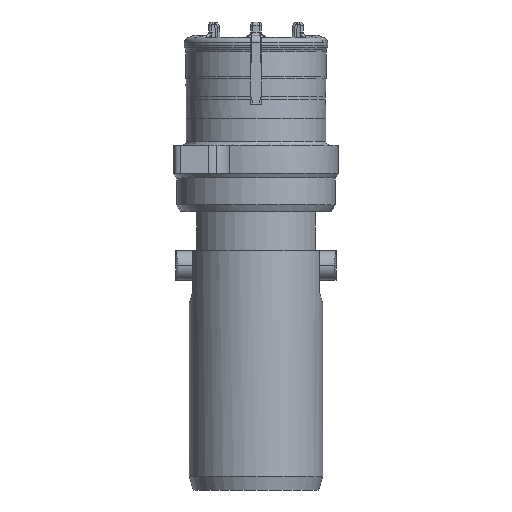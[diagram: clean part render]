
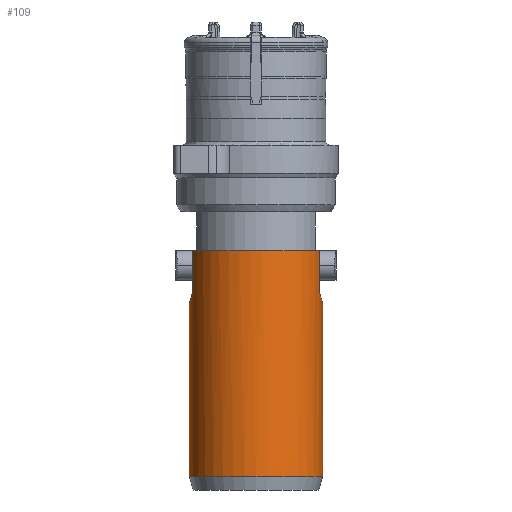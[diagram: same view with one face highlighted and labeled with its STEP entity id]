
A CAD part, front view. The second image highlights one B-rep face of the part: STEP entity #109.
In plain terms, the highlighted cylindrical face has radius 4.95 mm (diameter 9.9 mm), a partial arc.
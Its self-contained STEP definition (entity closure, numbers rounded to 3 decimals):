
#34=AXIS2_PLACEMENT_3D('Cylinder Axis2P3D',#31,#32,#33) ;
#65=AXIS2_PLACEMENT_3D('Circle Axis2P3D',#63,#64,$) ;
#96=AXIS2_PLACEMENT_3D('Circle Axis2P3D',#94,#95,$) ;
#31=CARTESIAN_POINT('Axis2P3D Location',(6.1,6.1,20.5)) ;
#36=CARTESIAN_POINT('Line Origine',(11.05,6.1,20.5)) ;
#40=CARTESIAN_POINT('Vertex',(11.05,6.1,1.)) ;
#42=CARTESIAN_POINT('Vertex',(11.05,6.1,13.95)) ;
#46=CARTESIAN_POINT('Control Point',(10.8,4.547,14.741)) ;
#47=CARTESIAN_POINT('Control Point',(10.875,4.773,14.466)) ;
#48=CARTESIAN_POINT('Control Point',(10.949,5.046,14.232)) ;
#49=CARTESIAN_POINT('Control Point',(11.016,5.368,14.044)) ;
#50=CARTESIAN_POINT('Control Point',(11.05,5.736,13.951)) ;
#51=CARTESIAN_POINT('Control Point',(11.05,6.1,13.95)) ;
#52=CARTESIAN_POINT('Vertex',(10.8,4.547,14.741)) ;
#56=CARTESIAN_POINT('Control Point',(10.8,4.547,17.8)) ;
#57=CARTESIAN_POINT('Control Point',(10.8,4.547,16.78)) ;
#58=CARTESIAN_POINT('Control Point',(10.8,4.547,15.761)) ;
#59=CARTESIAN_POINT('Control Point',(10.8,4.547,14.741)) ;
#60=CARTESIAN_POINT('Vertex',(10.8,4.547,17.8)) ;
#63=CARTESIAN_POINT('Axis2P3D Location',(6.1,6.1,17.8)) ;
#67=CARTESIAN_POINT('Vertex',(1.4,4.547,17.8)) ;
#70=CARTESIAN_POINT('Line Origine',(1.4,4.547,20.5)) ;
#74=CARTESIAN_POINT('Vertex',(1.4,4.547,14.741)) ;
#78=CARTESIAN_POINT('Control Point',(1.15,6.1,13.95)) ;
#79=CARTESIAN_POINT('Control Point',(1.15,5.736,13.95)) ;
#80=CARTESIAN_POINT('Control Point',(1.184,5.368,14.046)) ;
#81=CARTESIAN_POINT('Control Point',(1.25,5.047,14.23)) ;
#82=CARTESIAN_POINT('Control Point',(1.325,4.773,14.466)) ;
#83=CARTESIAN_POINT('Control Point',(1.4,4.547,14.741)) ;
#84=CARTESIAN_POINT('Vertex',(1.15,6.1,13.95)) ;
#87=CARTESIAN_POINT('Line Origine',(1.15,6.1,20.5)) ;
#91=CARTESIAN_POINT('Vertex',(1.15,6.1,1.)) ;
#94=CARTESIAN_POINT('Axis2P3D Location',(6.1,6.1,1.)) ;
#32=DIRECTION('Axis2P3D Direction',(0.,0.,1.)) ;
#33=DIRECTION('Axis2P3D XDirection',(-1.,0.,0.)) ;
#37=DIRECTION('Vector Direction',(0.,0.,1.)) ;
#64=DIRECTION('Axis2P3D Direction',(0.,0.,1.)) ;
#71=DIRECTION('Vector Direction',(0.,0.,1.)) ;
#88=DIRECTION('Vector Direction',(0.,0.,1.)) ;
#95=DIRECTION('Axis2P3D Direction',(0.,0.,1.)) ;
#38=VECTOR('Line Direction',#37,1.) ;
#72=VECTOR('Line Direction',#71,1.) ;
#89=VECTOR('Line Direction',#88,1.) ;
#100=ORIENTED_EDGE('',*,*,#44,.T.) ;
#101=ORIENTED_EDGE('',*,*,#54,.F.) ;
#102=ORIENTED_EDGE('',*,*,#62,.F.) ;
#103=ORIENTED_EDGE('',*,*,#69,.F.) ;
#104=ORIENTED_EDGE('',*,*,#76,.F.) ;
#105=ORIENTED_EDGE('',*,*,#86,.F.) ;
#106=ORIENTED_EDGE('',*,*,#93,.T.) ;
#107=ORIENTED_EDGE('',*,*,#98,.T.) ;
#109=ADVANCED_FACE('Hauptk\X2\00F6\X0\rper',(#108),#35,.T.) ;
#45=B_SPLINE_CURVE_WITH_KNOTS('',5,(#46,#47,#48,#49,#50,#51),.UNSPECIFIED.,.F.,.U.,(6,6),(0.,2.579),.UNSPECIFIED.) ;
#55=B_SPLINE_CURVE_WITH_KNOTS('',3,(#56,#57,#58,#59),.UNSPECIFIED.,.F.,.U.,(4,4),(0.,4.326),.UNSPECIFIED.) ;
#77=B_SPLINE_CURVE_WITH_KNOTS('',5,(#78,#79,#80,#81,#82,#83),.UNSPECIFIED.,.F.,.U.,(6,6),(0.,2.578),.UNSPECIFIED.) ;
#66=CIRCLE('generated circle',#65,4.95) ;
#97=CIRCLE('generated circle',#96,4.95) ;
#35=CYLINDRICAL_SURFACE('generated cylinder',#34,4.95) ;
#44=EDGE_CURVE('',#41,#43,#39,.T.) ;
#54=EDGE_CURVE('',#53,#43,#45,.T.) ;
#62=EDGE_CURVE('',#61,#53,#55,.T.) ;
#69=EDGE_CURVE('',#68,#61,#66,.T.) ;
#76=EDGE_CURVE('',#75,#68,#73,.T.) ;
#86=EDGE_CURVE('',#85,#75,#77,.T.) ;
#93=EDGE_CURVE('',#85,#92,#90,.F.) ;
#98=EDGE_CURVE('',#92,#41,#97,.T.) ;
#99=EDGE_LOOP('',(#100,#101,#102,#103,#104,#105,#106,#107)) ;
#108=FACE_OUTER_BOUND('',#99,.T.) ;
#39=LINE('Line',#36,#38) ;
#73=LINE('Line',#70,#72) ;
#90=LINE('Line',#87,#89) ;
#41=VERTEX_POINT('',#40) ;
#43=VERTEX_POINT('',#42) ;
#53=VERTEX_POINT('',#52) ;
#61=VERTEX_POINT('',#60) ;
#68=VERTEX_POINT('',#67) ;
#75=VERTEX_POINT('',#74) ;
#85=VERTEX_POINT('',#84) ;
#92=VERTEX_POINT('',#91) ;
